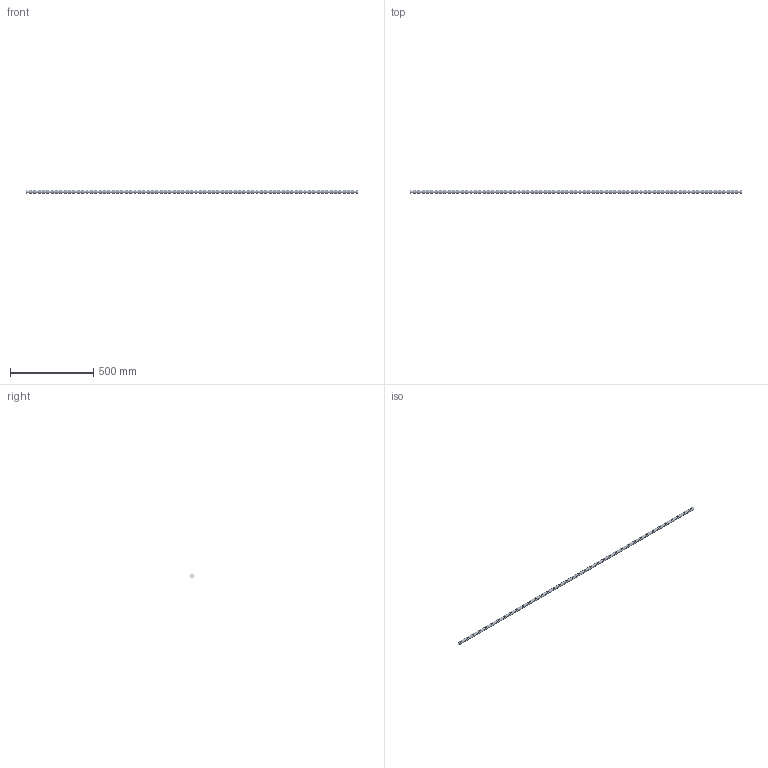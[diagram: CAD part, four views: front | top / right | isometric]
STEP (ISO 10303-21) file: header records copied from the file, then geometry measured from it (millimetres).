
FILE_DESCRIPTION (( 'STEP AP214' ), '1' );
FILE_NAME ('CTG20-20-K04-100 Òðóáà ãîôð. ÏÍÄ d20 ñ çîíäîì îðàíæåâàÿ (100 ì) IEK.STEP', '2017-11-17T06:18:33', ( '' ), ( '' ), 'SwSTEP 2.0', 'SolidWorks 2014', '' );
FILE_SCHEMA (( 'AUTOMOTIVE_DESIGN' ));
Length unit declared in the file: millimetre
Products named in the file (1): CTG20-20-K04-100 Òðóáà ãîôð. ÏÍÄ d20 ñ çîíäîì îðàíæåâàÿ (100 ì) IEK
Bounding box: 2000 x 20 x 20 mm (x, y, z)
Volume: 109000.7 mm3; surface area: 436048.3 mm2
Topology: 1 solids, 1 shells, 4902 faces, 9804 edges, 6536 vertices
Faces by surface type: cylinder 3268, plane 1634
Entity records: 184684 total; most frequent: DIRECTION 26146, CARTESIAN_POINT 21243, ORIENTED_EDGE 19608, AXIS2_PLACEMENT_3D 11439, EDGE_CURVE 9804, CIRCLE 6536, VERTEX_POINT 6536, EDGE_LOOP 6536
